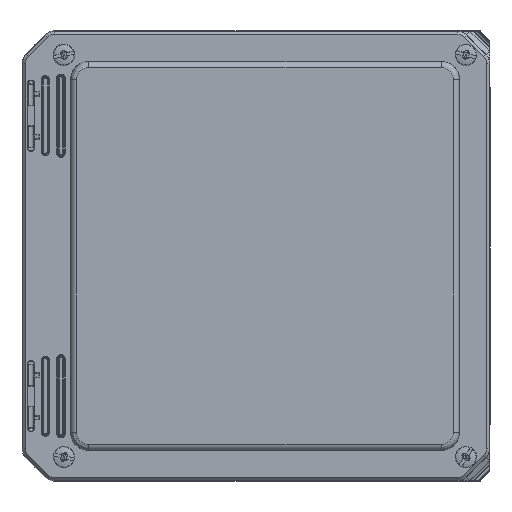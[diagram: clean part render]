
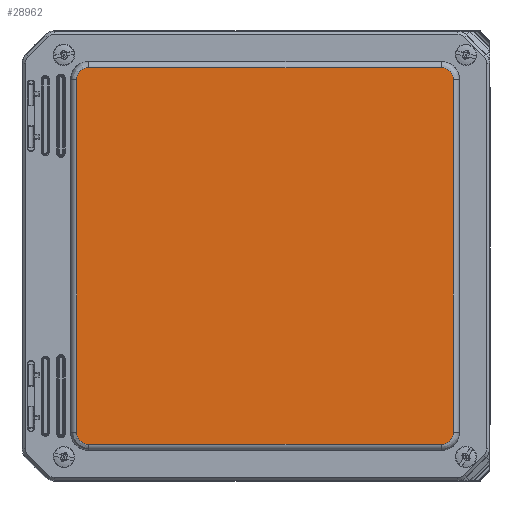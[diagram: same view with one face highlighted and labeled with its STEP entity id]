
A CAD part, top view. The second image highlights one B-rep face of the part: STEP entity #28962.
In plain terms, the highlighted face is planar.
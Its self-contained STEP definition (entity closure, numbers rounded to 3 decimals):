
#940=ELLIPSE('',#32325,0.25,0.25);
#943=ELLIPSE('',#32329,0.25,0.25);
#944=ELLIPSE('',#32335,0.25,0.25);
#947=ELLIPSE('',#32339,0.25,0.25);
#4165=LINE('',#68980,#6152);
#4167=LINE('',#69140,#6154);
#4170=LINE('',#69147,#6157);
#4172=LINE('',#69303,#6159);
#6152=VECTOR('',#40608,7.36);
#6154=VECTOR('',#40628,7.362);
#6157=VECTOR('',#40635,7.362);
#6159=VECTOR('',#40651,7.36);
#6842=PLANE('',#32345);
#8681=FACE_OUTER_BOUND('',#10580,.T.);
#10580=EDGE_LOOP('',(#26519,#26520,#26521,#26522,#26523,#26524,#26525,#26526));
#14224=VERTEX_POINT('',#68977);
#14225=VERTEX_POINT('',#68979);
#14228=VERTEX_POINT('',#69055);
#14229=VERTEX_POINT('',#69131);
#14232=VERTEX_POINT('',#69138);
#14233=VERTEX_POINT('',#69143);
#14236=VERTEX_POINT('',#69229);
#14237=VERTEX_POINT('',#69296);
#18353=EDGE_CURVE('',#14224,#14225,#4165,.T.);
#18357=EDGE_CURVE('',#14228,#14224,#940,.T.);
#18361=EDGE_CURVE('',#14225,#14229,#943,.T.);
#18363=EDGE_CURVE('',#14232,#14228,#4167,.T.);
#18367=EDGE_CURVE('',#14229,#14233,#4170,.T.);
#18369=EDGE_CURVE('',#14236,#14232,#944,.T.);
#18373=EDGE_CURVE('',#14233,#14237,#947,.T.);
#18375=EDGE_CURVE('',#14237,#14236,#4172,.T.);
#26519=ORIENTED_EDGE('',*,*,#18353,.F.);
#26520=ORIENTED_EDGE('',*,*,#18357,.F.);
#26521=ORIENTED_EDGE('',*,*,#18363,.F.);
#26522=ORIENTED_EDGE('',*,*,#18369,.F.);
#26523=ORIENTED_EDGE('',*,*,#18375,.F.);
#26524=ORIENTED_EDGE('',*,*,#18373,.F.);
#26525=ORIENTED_EDGE('',*,*,#18367,.F.);
#26526=ORIENTED_EDGE('',*,*,#18361,.F.);
#28962=ADVANCED_FACE('',(#8681),#6842,.F.);
#32325=AXIS2_PLACEMENT_3D('',#69057,#40614,#40615);
#32329=AXIS2_PLACEMENT_3D('',#69135,#40622,#40623);
#32335=AXIS2_PLACEMENT_3D('',#69231,#40638,#40639);
#32339=AXIS2_PLACEMENT_3D('',#69300,#40646,#40647);
#32345=AXIS2_PLACEMENT_3D('',#69313,#40665,#40666);
#40608=DIRECTION('',(1.,0.,0.));
#40614=DIRECTION('center_axis',(0.,0.,1.));
#40615=DIRECTION('ref_axis',(-0.707,-0.707,0.));
#40622=DIRECTION('center_axis',(0.,0.,1.));
#40623=DIRECTION('ref_axis',(0.707,-0.707,0.));
#40628=DIRECTION('',(0.,-1.,0.));
#40635=DIRECTION('',(0.,1.,0.));
#40638=DIRECTION('center_axis',(0.,0.,1.));
#40639=DIRECTION('ref_axis',(-0.707,0.707,0.));
#40646=DIRECTION('center_axis',(0.,0.,1.));
#40647=DIRECTION('ref_axis',(0.707,0.707,0.));
#40651=DIRECTION('',(-1.,0.,0.));
#40665=DIRECTION('center_axis',(0.,0.,1.));
#40666=DIRECTION('ref_axis',(1.,0.,0.));
#68977=CARTESIAN_POINT('',(-3.492,-3.931,0.));
#68979=CARTESIAN_POINT('',(3.867,-3.931,0.));
#68980=CARTESIAN_POINT('',(-3.492,-3.931,0.));
#69055=CARTESIAN_POINT('',(-3.742,-3.681,0.));
#69057=CARTESIAN_POINT('Origin',(-3.492,-3.681,0.));
#69131=CARTESIAN_POINT('',(4.117,-3.681,0.));
#69135=CARTESIAN_POINT('Origin',(3.867,-3.681,0.));
#69138=CARTESIAN_POINT('',(-3.742,3.681,0.));
#69140=CARTESIAN_POINT('',(-3.742,3.681,0.));
#69143=CARTESIAN_POINT('',(4.117,3.681,0.));
#69147=CARTESIAN_POINT('',(4.117,-3.681,0.));
#69229=CARTESIAN_POINT('',(-3.492,3.931,0.));
#69231=CARTESIAN_POINT('Origin',(-3.492,3.681,0.));
#69296=CARTESIAN_POINT('',(3.867,3.931,0.));
#69300=CARTESIAN_POINT('Origin',(3.867,3.681,0.));
#69303=CARTESIAN_POINT('',(3.867,3.931,0.));
#69313=CARTESIAN_POINT('Origin',(0.188,0.,0.));
